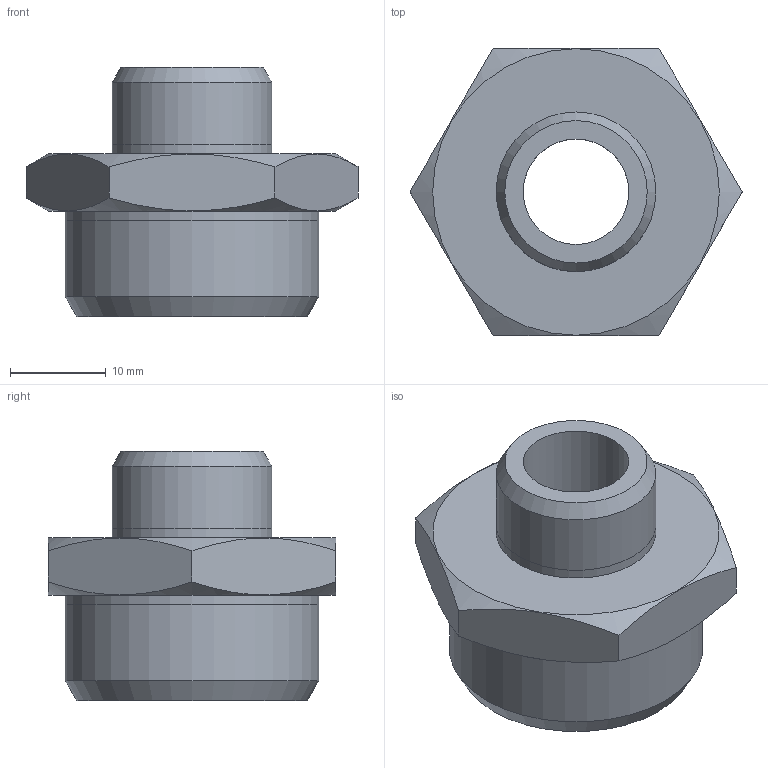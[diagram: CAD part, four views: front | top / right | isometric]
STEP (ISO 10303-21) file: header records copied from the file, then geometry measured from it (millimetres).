
FILE_DESCRIPTION(( 'RA.11.38.34.stp' ), '1');
FILE_NAME( 'RA.11.38.34.stp', '2018-09-27T17:27:25',( 'Sopra'),('sopra-pneumatic.com'), 'SwSTEP 2.0','SolidWorks 2009','' );
FILE_SCHEMA (('AUTOMOTIVE_DESIGN {1 0 10303 214 3 1 1}'));
Length unit declared in the file: millimetre
Products named in the file (1): NR2613834NI
Bounding box: 34.64 x 30 x 26 mm (x, y, z)
Volume: 6830.3 mm3; surface area: 4487.5 mm2
Topology: 1 solids, 1 shells, 22 faces, 47 edges, 30 vertices
Faces by surface type: plane 11, cylinder 6, cone 5
Full cylindrical faces by diameter (mm): 11 x1, 16.662 x2, 20 x1, 26.441 x2
Entity records: 742 total; most frequent: CARTESIAN_POINT 155, DIRECTION 82, ORIENTED_EDGE 66, EDGE_LOOP 38, FACE_BOUND 38, AXIS2_PLACEMENT_3D 38, EDGE_CURVE 33, VERTEX_POINT 27
